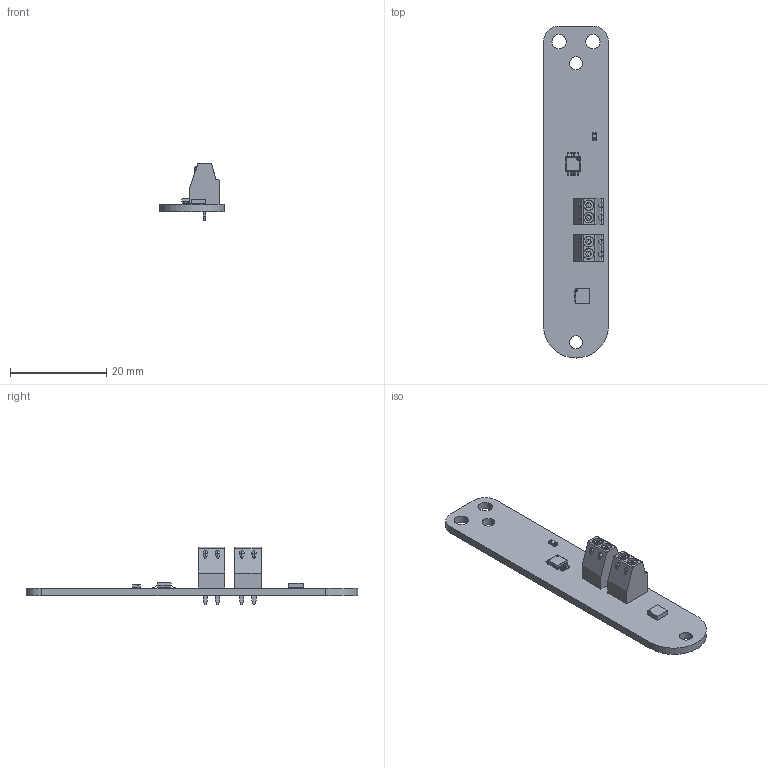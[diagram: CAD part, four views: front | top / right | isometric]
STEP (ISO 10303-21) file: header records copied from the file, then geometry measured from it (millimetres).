
FILE_DESCRIPTION(('KiCad electronic assembly'),'2;1');
FILE_NAME('engine_signal_converter.step','2022-11-24T23:08:50',('Pcbnew' ),('Kicad'),'Open CASCADE STEP processor 7.6', 'KiCad to STEP converter','Unknown');
FILE_SCHEMA(('AUTOMOTIVE_DESIGN { 1 0 10303 214 1 1 1 1 }'));
Length unit declared in the file: millimetre
Products named in the file (10): engine_signal_converter 1; MCP3427-E_MF; COMPOUND; 1725656; D_0603_1608Metric; SOLID; LT3960EMSE#PBF; engine_signal_converter PCB
Assembly tree (10 placements, depth 3):
  engine_signal_converter 1
    MCP3427-E_MF
      COMPOUND
    1725656  x2
      COMPOUND
    D_0603_1608Metric
      SOLID
    LT3960EMSE#PBF
      COMPOUND
    engine_signal_converter PCB
Bounding box: 13.5 x 69 x 12 mm (x, y, z)
Volume: 1868.6 mm3; surface area: 2860.4 mm2
Topology: 28 solids, 28 shells, 623 faces, 1496 edges, 964 vertices
Faces by surface type: plane 422, cylinder 193, sphere 8
Full cylindrical faces by diameter (mm): 0.375 x2, 1.1 x8, 2.7 x2, 3 x2
Entity records: 30585 total; most frequent: CARTESIAN_POINT 7630, DIRECTION 4306, LINE 2640, VECTOR 2640, ORIENTED_EDGE 2186, PCURVE 2186, DEFINITIONAL_REPRESENTATION 2186, EDGE_CURVE 1093
